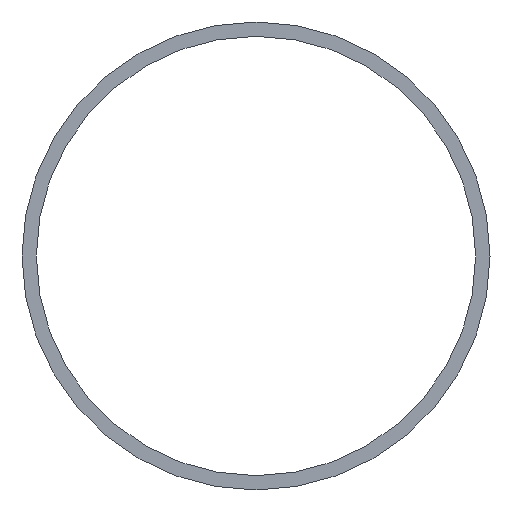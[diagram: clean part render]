
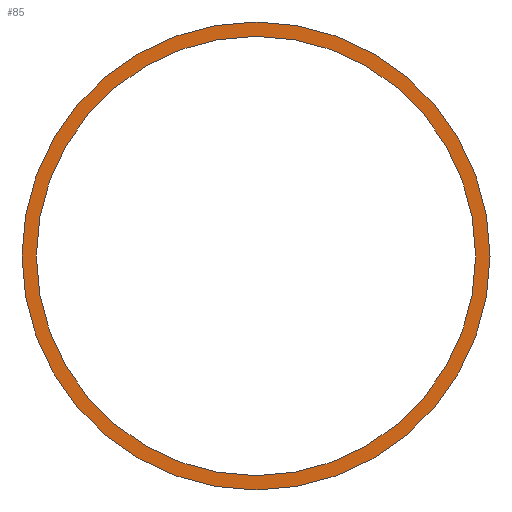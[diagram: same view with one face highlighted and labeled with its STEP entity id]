
A CAD part, left-side view. The second image highlights one B-rep face of the part: STEP entity #85.
In plain terms, the highlighted planar face has unit normal (-1, 0, 0).
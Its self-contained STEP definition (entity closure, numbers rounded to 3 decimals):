
#59 = EDGE_CURVE( '', #95, #99, #130, .T. );
#69 = VERTEX_POINT( '', #142 );
#71 = EDGE_CURVE( '', #69, #81, #144, .T. );
#77 = EDGE_CURVE( '', #81, #69, #152, .T. );
#81 = VERTEX_POINT( '', #156 );
#85 = ADVANCED_FACE( '', ( #160, #161 ), #162, .F. );
#93 = EDGE_CURVE( '', #99, #95, #171, .T. );
#95 = VERTEX_POINT( '', #173 );
#99 = VERTEX_POINT( '', #177 );
#130 = CIRCLE( '', #202, 131.4 );
#142 = CARTESIAN_POINT( '', ( 0., 0., -140. ) );
#144 = CIRCLE( '', #218, 140. );
#152 = CIRCLE( '', #227, 140. );
#156 = CARTESIAN_POINT( '', ( 0., 0., 140. ) );
#160 = FACE_OUTER_BOUND( '', #234, .T. );
#161 = FACE_BOUND( '', #235, .T. );
#162 = PLANE( '', #236 );
#171 = CIRCLE( '', #249, 131.4 );
#173 = CARTESIAN_POINT( '', ( 0., 0., -131.4 ) );
#177 = CARTESIAN_POINT( '', ( 0., 0., 131.4 ) );
#202 = AXIS2_PLACEMENT_3D( '', #278, #279, #280 );
#218 = AXIS2_PLACEMENT_3D( '', #292, #293, #294 );
#227 = AXIS2_PLACEMENT_3D( '', #311, #312, #313 );
#234 = EDGE_LOOP( '', ( #316, #317 ) );
#235 = EDGE_LOOP( '', ( #318, #319 ) );
#236 = AXIS2_PLACEMENT_3D( '', #320, #321, #322 );
#249 = AXIS2_PLACEMENT_3D( '', #335, #336, #337 );
#278 = CARTESIAN_POINT( '', ( 0., 0., 0. ) );
#279 = DIRECTION( '', ( 1., 0., 0. ) );
#280 = DIRECTION( '', ( 0., 0., -1. ) );
#292 = CARTESIAN_POINT( '', ( 0., 0., 0. ) );
#293 = DIRECTION( '', ( 1., 0., 0. ) );
#294 = DIRECTION( '', ( 0., 0., -1. ) );
#311 = CARTESIAN_POINT( '', ( 0., 0., 0. ) );
#312 = DIRECTION( '', ( 1., 0., 0. ) );
#313 = DIRECTION( '', ( 0., 0., -1. ) );
#316 = ORIENTED_EDGE( '', *, *, #71, .F. );
#317 = ORIENTED_EDGE( '', *, *, #77, .F. );
#318 = ORIENTED_EDGE( '', *, *, #59, .T. );
#319 = ORIENTED_EDGE( '', *, *, #93, .T. );
#320 = CARTESIAN_POINT( '', ( 0., 0., 0. ) );
#321 = DIRECTION( '', ( 1., 0., 0. ) );
#322 = DIRECTION( '', ( 0., 0., -1. ) );
#335 = CARTESIAN_POINT( '', ( 0., 0., 0. ) );
#336 = DIRECTION( '', ( 1., 0., 0. ) );
#337 = DIRECTION( '', ( 0., 0., -1. ) );
